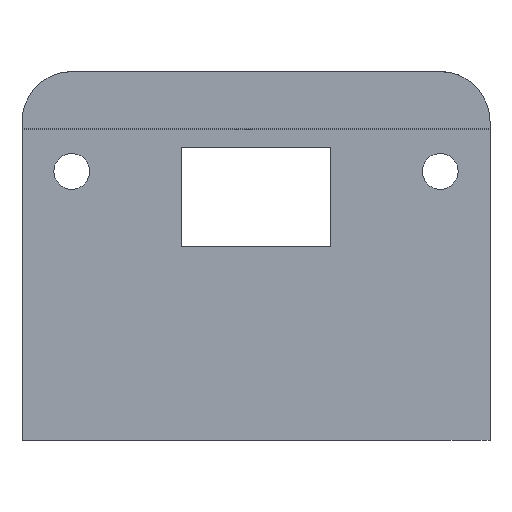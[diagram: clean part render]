
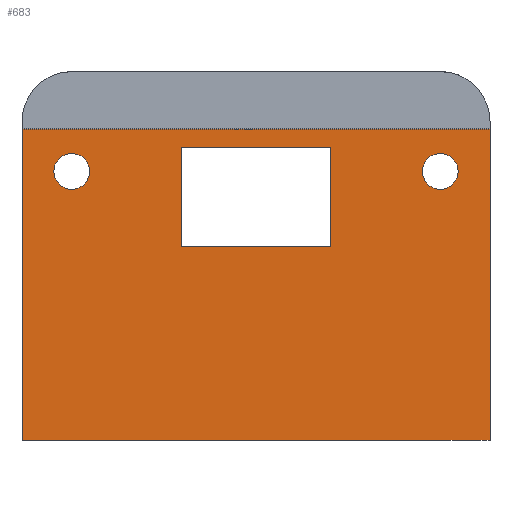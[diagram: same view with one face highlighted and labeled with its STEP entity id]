
A CAD part, top view. The second image highlights one B-rep face of the part: STEP entity #683.
In plain terms, the highlighted planar face has unit normal (0, 0, 1).
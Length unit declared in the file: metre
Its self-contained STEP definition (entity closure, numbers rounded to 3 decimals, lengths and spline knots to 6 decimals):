
#34=CIRCLE('',#737,0.0018);
#35=CIRCLE('',#738,0.0018);
#78=ORIENTED_EDGE('',*,*,#268,.F.);
#79=ORIENTED_EDGE('',*,*,#269,.T.);
#80=ORIENTED_EDGE('',*,*,#270,.T.);
#81=ORIENTED_EDGE('',*,*,#271,.F.);
#82=ORIENTED_EDGE('',*,*,#272,.F.);
#83=ORIENTED_EDGE('',*,*,#273,.F.);
#84=ORIENTED_EDGE('',*,*,#274,.T.);
#85=ORIENTED_EDGE('',*,*,#275,.T.);
#86=ORIENTED_EDGE('',*,*,#276,.F.);
#87=ORIENTED_EDGE('',*,*,#246,.F.);
#246=EDGE_CURVE('',#343,#344,#411,.T.);
#268=EDGE_CURVE('',#361,#362,#425,.T.);
#269=EDGE_CURVE('',#361,#363,#426,.T.);
#270=EDGE_CURVE('',#363,#364,#427,.T.);
#271=EDGE_CURVE('',#362,#364,#428,.T.);
#272=EDGE_CURVE('',#365,#365,#34,.F.);
#273=EDGE_CURVE('',#366,#366,#35,.F.);
#274=EDGE_CURVE('',#343,#367,#429,.T.);
#275=EDGE_CURVE('',#367,#368,#430,.T.);
#276=EDGE_CURVE('',#344,#368,#431,.T.);
#343=VERTEX_POINT('',#979);
#344=VERTEX_POINT('',#981);
#361=VERTEX_POINT('',#1036);
#362=VERTEX_POINT('',#1037);
#363=VERTEX_POINT('',#1039);
#364=VERTEX_POINT('',#1041);
#365=VERTEX_POINT('',#1044);
#366=VERTEX_POINT('',#1046);
#367=VERTEX_POINT('',#1048);
#368=VERTEX_POINT('',#1050);
#411=LINE('',#980,#482);
#425=LINE('',#1035,#496);
#426=LINE('',#1038,#497);
#427=LINE('',#1040,#498);
#428=LINE('',#1042,#499);
#429=LINE('',#1047,#500);
#430=LINE('',#1049,#501);
#431=LINE('',#1051,#502);
#482=VECTOR('',#790,1.);
#496=VECTOR('',#824,1.);
#497=VECTOR('',#825,1.);
#498=VECTOR('',#826,1.);
#499=VECTOR('',#827,1.);
#500=VECTOR('',#832,1.);
#501=VECTOR('',#833,1.);
#502=VECTOR('',#834,1.);
#555=EDGE_LOOP('',(#78,#79,#80,#81));
#556=EDGE_LOOP('',(#82));
#557=EDGE_LOOP('',(#83));
#558=EDGE_LOOP('',(#84,#85,#86,#87));
#608=FACE_BOUND('',#555,.T.);
#609=FACE_BOUND('',#556,.T.);
#610=FACE_BOUND('',#557,.T.);
#611=FACE_BOUND('',#558,.T.);
#659=PLANE('',#736);
#683=ADVANCED_FACE('',(#608,#609,#610,#611),#659,.F.);
#736=AXIS2_PLACEMENT_3D('',#1034,#822,#823);
#737=AXIS2_PLACEMENT_3D('',#1043,#828,#829);
#738=AXIS2_PLACEMENT_3D('',#1045,#830,#831);
#790=DIRECTION('',(-1.,0.,0.));
#822=DIRECTION('',(0.,0.,-1.));
#823=DIRECTION('',(0.,1.,0.));
#824=DIRECTION('',(1.,0.,0.));
#825=DIRECTION('',(0.,-1.,0.));
#826=DIRECTION('',(1.,0.,0.));
#827=DIRECTION('',(0.,-1.,0.));
#828=DIRECTION('',(0.,0.,-1.));
#829=DIRECTION('',(0.,1.,0.));
#830=DIRECTION('',(0.,0.,-1.));
#831=DIRECTION('',(0.,1.,0.));
#832=DIRECTION('',(0.,-1.,0.));
#833=DIRECTION('',(-1.,0.,0.));
#834=DIRECTION('',(0.,-1.,0.));
#979=CARTESIAN_POINT('',(0.026,0.002423,0.005743));
#980=CARTESIAN_POINT('',(0.0185,0.002423,0.005743));
#981=CARTESIAN_POINT('',(0.011,0.002423,0.005743));
#1034=CARTESIAN_POINT('',(0.0185,-0.016977,0.005743));
#1035=CARTESIAN_POINT('',(0.0185,0.004257,0.005743));
#1036=CARTESIAN_POINT('',(-0.005,0.004257,0.005743));
#1037=CARTESIAN_POINT('',(0.042,0.004257,0.005743));
#1038=CARTESIAN_POINT('',(-0.005,-0.016977,0.005743));
#1039=CARTESIAN_POINT('',(-0.005,-0.026977,0.005743));
#1040=CARTESIAN_POINT('',(0.0185,-0.026977,0.005743));
#1041=CARTESIAN_POINT('',(0.042,-0.026977,0.005743));
#1042=CARTESIAN_POINT('',(0.042,-0.016977,0.005743));
#1043=CARTESIAN_POINT('',(0.037,0.,0.005743));
#1044=CARTESIAN_POINT('',(0.037,0.0018,0.005743));
#1045=CARTESIAN_POINT('',(0.,0.,0.005743));
#1046=CARTESIAN_POINT('',(0.,0.0018,0.005743));
#1047=CARTESIAN_POINT('',(0.026,-0.002577,0.005743));
#1048=CARTESIAN_POINT('',(0.026,-0.007577,0.005743));
#1049=CARTESIAN_POINT('',(0.0185,-0.007577,0.005743));
#1050=CARTESIAN_POINT('',(0.011,-0.007577,0.005743));
#1051=CARTESIAN_POINT('',(0.011,-0.002577,0.005743));
